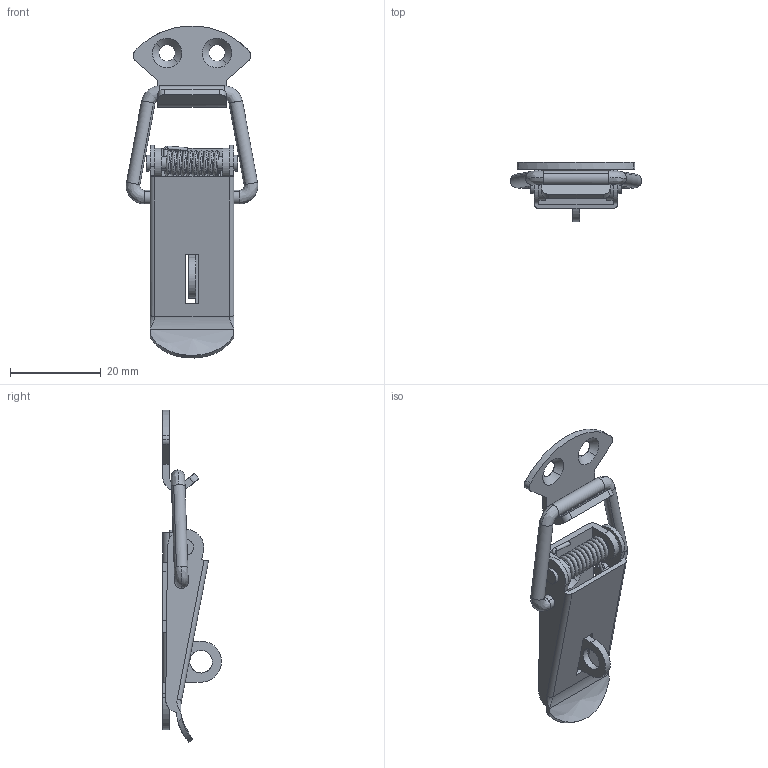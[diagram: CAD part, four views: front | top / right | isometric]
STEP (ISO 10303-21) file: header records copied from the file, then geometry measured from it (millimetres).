
FILE_DESCRIPTION((''),'2;1');
FILE_NAME('','2011-04-26T15:50:32',(''),(''),'','CADfix','');
FILE_SCHEMA(('AUTOMOTIVE_DESIGN { 1 0 10303 214 1 1 1 1 }'));
Length unit declared in the file: millimetre
Bounding box: 28.99 x 13 x 73.16 mm (x, y, z)
Volume: 3316.9 mm3; surface area: 6297.3 mm2
Topology: 7 solids, 7 shells, 168 faces, 625 edges, 470 vertices
Faces by surface type: bspline 168
Entity records: 12526 total; most frequent: CARTESIAN_POINT 8841, ORIENTED_EDGE 1246, EDGE_CURVE 623, VERTEX_POINT 471, B_SPLINE_CURVE_WITH_KNOTS 399, QUASI_UNIFORM_CURVE 223, EDGE_LOOP 194, FACE_OUTER_BOUND 167
